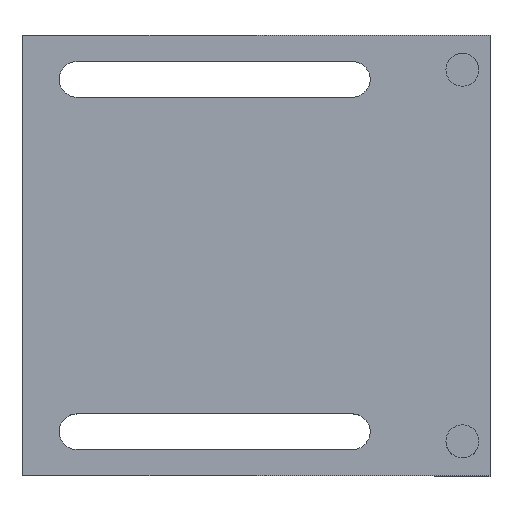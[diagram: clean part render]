
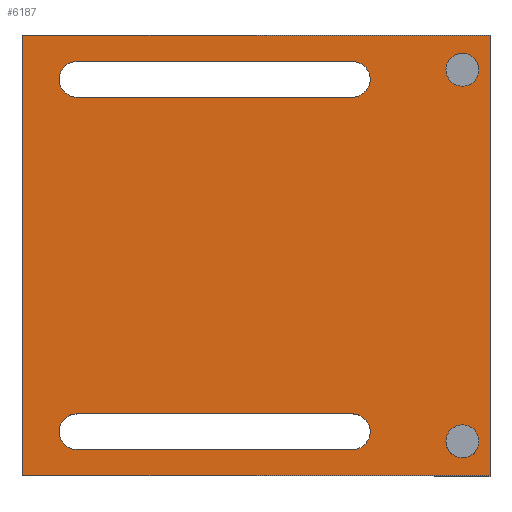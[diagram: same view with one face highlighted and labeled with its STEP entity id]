
A CAD part, top view. The second image highlights one B-rep face of the part: STEP entity #6187.
In plain terms, the highlighted planar face has unit normal (0, 0, 1).
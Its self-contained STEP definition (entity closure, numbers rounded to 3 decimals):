
#368=DIRECTION('',(0.,-1.,0.));
#369=VECTOR('',#368,80.);
#370=CARTESIAN_POINT('',(-42.,25.,10.));
#371=LINE('',#370,#369);
#375=DIRECTION('',(-1.,0.,0.));
#376=VECTOR('',#375,85.);
#377=CARTESIAN_POINT('',(43.,25.,10.));
#378=LINE('',#377,#376);
#382=DIRECTION('',(0.,1.,0.));
#383=VECTOR('',#382,80.);
#384=CARTESIAN_POINT('',(43.,-55.,10.));
#385=LINE('',#384,#383);
#389=DIRECTION('',(1.,0.,0.));
#390=VECTOR('',#389,85.);
#391=CARTESIAN_POINT('',(-42.,-55.,10.));
#392=LINE('',#391,#390);
#396=CARTESIAN_POINT('',(-32.,17.,10.));
#397=DIRECTION('',(0.,0.,-1.));
#398=DIRECTION('',(-1.,0.,0.));
#399=AXIS2_PLACEMENT_3D('',#396,#397,#398);
#404=CARTESIAN_POINT('',(-32.,17.,10.));
#405=DIRECTION('',(0.,0.,-1.));
#406=DIRECTION('',(0.,-1.,0.));
#407=AXIS2_PLACEMENT_3D('',#404,#405,#406);
#412=CARTESIAN_POINT('',(18.,17.,10.));
#413=DIRECTION('',(0.,0.,-1.));
#414=DIRECTION('',(0.,1.,0.));
#415=AXIS2_PLACEMENT_3D('',#412,#413,#414);
#420=CARTESIAN_POINT('',(18.,-47.,10.));
#421=DIRECTION('',(0.,0.,-1.));
#422=DIRECTION('',(0.,1.,0.));
#423=AXIS2_PLACEMENT_3D('',#420,#421,#422);
#428=CARTESIAN_POINT('',(-32.,-47.,10.));
#429=DIRECTION('',(0.,0.,-1.));
#430=DIRECTION('',(-1.,0.,0.));
#431=AXIS2_PLACEMENT_3D('',#428,#429,#430);
#436=CARTESIAN_POINT('',(-32.,-47.,10.));
#437=DIRECTION('',(0.,0.,-1.));
#438=DIRECTION('',(0.,-1.,0.));
#439=AXIS2_PLACEMENT_3D('',#436,#437,#438);
#444=CARTESIAN_POINT('',(38.,18.75,10.));
#445=DIRECTION('',(0.,0.,-1.));
#446=DIRECTION('',(1.,0.,0.));
#447=AXIS2_PLACEMENT_3D('',#444,#445,#446);
#452=CARTESIAN_POINT('',(38.,18.75,10.));
#453=DIRECTION('',(0.,0.,-1.));
#454=DIRECTION('',(-1.,0.,0.));
#455=AXIS2_PLACEMENT_3D('',#452,#453,#454);
#460=CARTESIAN_POINT('',(38.,-48.75,10.));
#461=DIRECTION('',(0.,0.,-1.));
#462=DIRECTION('',(1.,0.,0.));
#463=AXIS2_PLACEMENT_3D('',#460,#461,#462);
#468=CARTESIAN_POINT('',(38.,-48.75,10.));
#469=DIRECTION('',(0.,0.,-1.));
#470=DIRECTION('',(-1.,0.,0.));
#471=AXIS2_PLACEMENT_3D('',#468,#469,#470);
#5114=DIRECTION('',(1.,0.,0.));
#5115=VECTOR('',#5114,50.);
#5116=CARTESIAN_POINT('',(-32.,-50.25,10.));
#5117=LINE('',#5116,#5115);
#5142=DIRECTION('',(-1.,0.,0.));
#5143=VECTOR('',#5142,50.);
#5144=CARTESIAN_POINT('',(18.,-43.75,10.));
#5145=LINE('',#5144,#5143);
#5170=DIRECTION('',(-1.,0.,0.));
#5171=VECTOR('',#5170,50.);
#5172=CARTESIAN_POINT('',(18.,20.25,10.));
#5173=LINE('',#5172,#5171);
#5198=DIRECTION('',(1.,0.,0.));
#5199=VECTOR('',#5198,50.);
#5200=CARTESIAN_POINT('',(-32.,13.75,10.));
#5201=LINE('',#5200,#5199);
#5335=CARTESIAN_POINT('',(-42.,25.,10.));
#5336=CARTESIAN_POINT('',(-42.,-55.,10.));
#5337=VERTEX_POINT('',#5335);
#5338=VERTEX_POINT('',#5336);
#5339=CARTESIAN_POINT('',(43.,-55.,10.));
#5340=VERTEX_POINT('',#5339);
#5341=CARTESIAN_POINT('',(43.,25.,10.));
#5342=VERTEX_POINT('',#5341);
#5343=CARTESIAN_POINT('',(18.,20.25,10.));
#5344=CARTESIAN_POINT('',(-32.,20.25,10.));
#5345=VERTEX_POINT('',#5343);
#5346=VERTEX_POINT('',#5344);
#5347=CARTESIAN_POINT('',(18.,13.75,10.));
#5348=VERTEX_POINT('',#5347);
#5349=CARTESIAN_POINT('',(-32.,13.75,10.));
#5350=VERTEX_POINT('',#5349);
#5351=CARTESIAN_POINT('',(-35.25,17.,10.));
#5352=VERTEX_POINT('',#5351);
#5353=CARTESIAN_POINT('',(-32.,-50.25,10.));
#5354=CARTESIAN_POINT('',(18.,-50.25,10.));
#5355=VERTEX_POINT('',#5353);
#5356=VERTEX_POINT('',#5354);
#5357=CARTESIAN_POINT('',(-35.25,-47.,10.));
#5358=VERTEX_POINT('',#5357);
#5359=CARTESIAN_POINT('',(-32.,-43.75,10.));
#5360=VERTEX_POINT('',#5359);
#5361=CARTESIAN_POINT('',(18.,-43.75,10.));
#5362=VERTEX_POINT('',#5361);
#5576=CARTESIAN_POINT('',(35.,-48.75,10.));
#5578=VERTEX_POINT('',#5576);
#5580=CARTESIAN_POINT('',(41.,-48.75,10.));
#5582=VERTEX_POINT('',#5580);
#5586=CARTESIAN_POINT('',(35.,18.75,10.));
#5588=VERTEX_POINT('',#5586);
#5590=CARTESIAN_POINT('',(41.,18.75,10.));
#5592=VERTEX_POINT('',#5590);
#6137=CARTESIAN_POINT('',(0.5,-15.,10.));
#6138=DIRECTION('',(0.,0.,1.));
#6139=DIRECTION('',(1.,0.,0.));
#6140=AXIS2_PLACEMENT_3D('',#6137,#6138,#6139);
#6141=PLANE('',#6140);
#6143=ORIENTED_EDGE('',*,*,#6142,.F.);
#6145=ORIENTED_EDGE('',*,*,#6144,.F.);
#6146=ORIENTED_EDGE('',*,*,#6001,.F.);
#6148=ORIENTED_EDGE('',*,*,#6147,.F.);
#6149=EDGE_LOOP('',(#6143,#6145,#6146,#6148));
#6150=FACE_OUTER_BOUND('',#6149,.F.);
#6152=ORIENTED_EDGE('',*,*,#6151,.T.);
#6154=ORIENTED_EDGE('',*,*,#6153,.F.);
#6156=ORIENTED_EDGE('',*,*,#6155,.F.);
#6158=ORIENTED_EDGE('',*,*,#6157,.T.);
#6160=ORIENTED_EDGE('',*,*,#6159,.F.);
#6161=EDGE_LOOP('',(#6152,#6154,#6156,#6158,#6160));
#6162=FACE_BOUND('',#6161,.F.);
#6164=ORIENTED_EDGE('',*,*,#6163,.T.);
#6166=ORIENTED_EDGE('',*,*,#6165,.F.);
#6168=ORIENTED_EDGE('',*,*,#6167,.T.);
#6170=ORIENTED_EDGE('',*,*,#6169,.F.);
#6172=ORIENTED_EDGE('',*,*,#6171,.F.);
#6173=EDGE_LOOP('',(#6164,#6166,#6168,#6170,#6172));
#6174=FACE_BOUND('',#6173,.F.);
#6176=ORIENTED_EDGE('',*,*,#6175,.F.);
#6178=ORIENTED_EDGE('',*,*,#6177,.F.);
#6179=EDGE_LOOP('',(#6176,#6178));
#6180=FACE_BOUND('',#6179,.F.);
#6182=ORIENTED_EDGE('',*,*,#6181,.F.);
#6184=ORIENTED_EDGE('',*,*,#6183,.F.);
#6185=EDGE_LOOP('',(#6182,#6184));
#6186=FACE_BOUND('',#6185,.F.);
#6187=ADVANCED_FACE('',(#6150,#6162,#6174,#6180,#6186),#6141,.T.);
#400=CIRCLE('',#399,3.25);
#408=CIRCLE('',#407,3.25);
#416=CIRCLE('',#415,3.25);
#424=CIRCLE('',#423,3.25);
#432=CIRCLE('',#431,3.25);
#440=CIRCLE('',#439,3.25);
#448=CIRCLE('',#447,3.);
#456=CIRCLE('',#455,3.);
#464=CIRCLE('',#463,3.);
#472=CIRCLE('',#471,3.);
#6001=EDGE_CURVE('',#5340,#5342,#385,.T.);
#6142=EDGE_CURVE('',#5337,#5338,#371,.T.);
#6144=EDGE_CURVE('',#5342,#5337,#378,.T.);
#6147=EDGE_CURVE('',#5338,#5340,#392,.T.);
#6151=EDGE_CURVE('',#5345,#5346,#5173,.T.);
#6153=EDGE_CURVE('',#5352,#5346,#400,.T.);
#6155=EDGE_CURVE('',#5350,#5352,#408,.T.);
#6157=EDGE_CURVE('',#5350,#5348,#5201,.T.);
#6159=EDGE_CURVE('',#5345,#5348,#416,.T.);
#6163=EDGE_CURVE('',#5355,#5356,#5117,.T.);
#6165=EDGE_CURVE('',#5362,#5356,#424,.T.);
#6167=EDGE_CURVE('',#5362,#5360,#5145,.T.);
#6169=EDGE_CURVE('',#5358,#5360,#432,.T.);
#6171=EDGE_CURVE('',#5355,#5358,#440,.T.);
#6175=EDGE_CURVE('',#5592,#5588,#448,.T.);
#6177=EDGE_CURVE('',#5588,#5592,#456,.T.);
#6181=EDGE_CURVE('',#5582,#5578,#464,.T.);
#6183=EDGE_CURVE('',#5578,#5582,#472,.T.);
